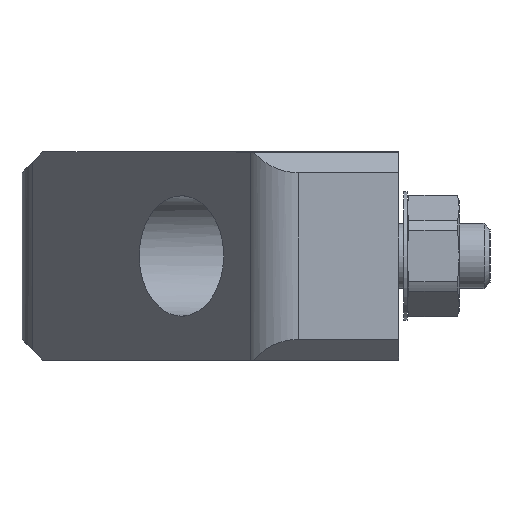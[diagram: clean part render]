
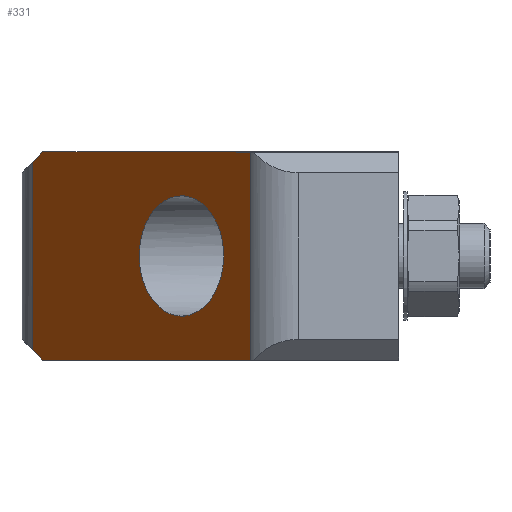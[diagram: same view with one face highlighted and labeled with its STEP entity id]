
A CAD part, left-side view. The second image highlights one B-rep face of the part: STEP entity #331.
In plain terms, the highlighted planar face has unit normal (-0.574, 0.819, 0).
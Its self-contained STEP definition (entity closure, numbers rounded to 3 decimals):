
#331 = ADVANCED_FACE( '', ( #733, #734 ), #735, .T. );
#733 = FACE_BOUND( '', #1205, .T. );
#734 = FACE_OUTER_BOUND( '', #1206, .T. );
#735 = PLANE( '', #1207 );
#1205 = EDGE_LOOP( '', ( #2156 ) );
#1206 = EDGE_LOOP( '', ( #2157, #2158, #2159, #2160, #2161, #2162, #2163, #2164, #2165, #2166, #2167, #2168, #2169, #2170 ) );
#1207 = AXIS2_PLACEMENT_3D( '', #2171, #2172, #2173 );
#2156 = ORIENTED_EDGE( '', *, *, #3090, .T. );
#2157 = ORIENTED_EDGE( '', *, *, #3012, .F. );
#2158 = ORIENTED_EDGE( '', *, *, #2979, .T. );
#2159 = ORIENTED_EDGE( '', *, *, #3091, .T. );
#2160 = ORIENTED_EDGE( '', *, *, #3067, .T. );
#2161 = ORIENTED_EDGE( '', *, *, #2887, .T. );
#2162 = ORIENTED_EDGE( '', *, *, #2976, .T. );
#2163 = ORIENTED_EDGE( '', *, *, #2850, .T. );
#2164 = ORIENTED_EDGE( '', *, *, #3092, .T. );
#2165 = ORIENTED_EDGE( '', *, *, #2788, .F. );
#2166 = ORIENTED_EDGE( '', *, *, #2950, .T. );
#2167 = ORIENTED_EDGE( '', *, *, #2796, .T. );
#2168 = ORIENTED_EDGE( '', *, *, #3093, .F. );
#2169 = ORIENTED_EDGE( '', *, *, #3094, .T. );
#2170 = ORIENTED_EDGE( '', *, *, #3095, .F. );
#2171 = CARTESIAN_POINT( '', ( 3.836, 22.837, 180. ) );
#2172 = DIRECTION( '', ( -0.574, 0.819, 0. ) );
#2173 = DIRECTION( '', ( -0.819, -0.574, 0. ) );
#2788 = EDGE_CURVE( '', #3349, #3350, #3351, .T. );
#2796 = EDGE_CURVE( '', #3365, #3363, #3366, .T. );
#2850 = EDGE_CURVE( '', #3458, #3456, #3459, .T. );
#2887 = EDGE_CURVE( '', #3514, #3518, #3520, .T. );
#2950 = EDGE_CURVE( '', #3349, #3365, #3620, .T. );
#2976 = EDGE_CURVE( '', #3518, #3458, #3659, .T. );
#2979 = EDGE_CURVE( '', #3664, #3662, #3665, .T. );
#3012 = EDGE_CURVE( '', #3664, #3712, #3713, .T. );
#3067 = EDGE_CURVE( '', #3788, #3514, #3791, .T. );
#3090 = EDGE_CURVE( '', #3818, #3818, #3819, .F. );
#3091 = EDGE_CURVE( '', #3662, #3788, #3820, .T. );
#3092 = EDGE_CURVE( '', #3456, #3350, #3821, .T. );
#3093 = EDGE_CURVE( '', #3822, #3363, #3823, .T. );
#3094 = EDGE_CURVE( '', #3822, #3824, #3825, .T. );
#3095 = EDGE_CURVE( '', #3712, #3824, #3826, .T. );
#3349 = VERTEX_POINT( '', #4169 );
#3350 = VERTEX_POINT( '', #4170 );
#3351 = LINE( '', #4171, #4172 );
#3363 = VERTEX_POINT( '', #4188 );
#3365 = VERTEX_POINT( '', #4190 );
#3366 = LINE( '', #4191, #4192 );
#3456 = VERTEX_POINT( '', #4338 );
#3458 = VERTEX_POINT( '', #4341 );
#3459 = LINE( '', #4342, #4343 );
#3514 = VERTEX_POINT( '', #4461 );
#3518 = VERTEX_POINT( '', #4466 );
#3520 = LINE( '', #4468, #4469 );
#3620 = LINE( '', #4648, #4649 );
#3659 = LINE( '', #4751, #4752 );
#3662 = VERTEX_POINT( '', #4755 );
#3664 = VERTEX_POINT( '', #4758 );
#3665 = LINE( '', #4759, #4760 );
#3712 = VERTEX_POINT( '', #4828 );
#3713 = LINE( '', #4829, #4830 );
#3788 = VERTEX_POINT( '', #4953 );
#3791 = LINE( '', #4958, #4959 );
#3818 = VERTEX_POINT( '', #4998 );
#3819 = ELLIPSE( '', #4999, 11.306, 9.26 );
#3820 = LINE( '', #5000, #5001 );
#3821 = LINE( '', #5002, #5003 );
#3822 = VERTEX_POINT( '', #5004 );
#3823 = LINE( '', #5005, #5006 );
#3824 = VERTEX_POINT( '', #5007 );
#3825 = LINE( '', #5008, #5009 );
#3826 = LINE( '', #5010, #5011 );
#4169 = CARTESIAN_POINT( '', ( 6.923, 25., -16.001 ) );
#4170 = CARTESIAN_POINT( '', ( 32.617, 43., -16.001 ) );
#4171 = CARTESIAN_POINT( '', ( 62.375, 63.847, -16.001 ) );
#4172 = VECTOR( '', #5323, 1000. );
#4188 = CARTESIAN_POINT( '', ( 3.836, 22.837, -16.011 ) );
#4190 = CARTESIAN_POINT( '', ( 6.923, 25., -16.011 ) );
#4191 = CARTESIAN_POINT( '', ( -7.33, 15.015, -16.011 ) );
#4192 = VECTOR( '', #5334, 1000. );
#4338 = CARTESIAN_POINT( '', ( 32.617, 43., -15.999 ) );
#4341 = CARTESIAN_POINT( '', ( 49.459, 54.799, -15.999 ) );
#4342 = CARTESIAN_POINT( '', ( 3.836, 22.837, -15.999 ) );
#4343 = VECTOR( '', #5389, 1000. );
#4461 = CARTESIAN_POINT( '', ( 51.675, 56.351, 14.447 ) );
#4466 = CARTESIAN_POINT( '', ( 51.675, 56.351, -14.447 ) );
#4468 = CARTESIAN_POINT( '', ( 51.675, 56.351, 180. ) );
#4469 = VECTOR( '', #5426, 1000. );
#4648 = CARTESIAN_POINT( '', ( 6.923, 25., 0. ) );
#4649 = VECTOR( '', #5487, 1000. );
#4751 = CARTESIAN_POINT( '', ( 84.429, 79.297, 8.499 ) );
#4752 = VECTOR( '', #5519, 1000. );
#4755 = CARTESIAN_POINT( '', ( 32.617, 43., 15.999 ) );
#4758 = CARTESIAN_POINT( '', ( 32.617, 43., 16.001 ) );
#4759 = CARTESIAN_POINT( '', ( 32.617, 43., 180. ) );
#4760 = VECTOR( '', #5521, 1000. );
#4828 = CARTESIAN_POINT( '', ( 6.923, 25., 16.001 ) );
#4829 = CARTESIAN_POINT( '', ( 48.464, 54.102, 16.001 ) );
#4830 = VECTOR( '', #5568, 1000. );
#4953 = CARTESIAN_POINT( '', ( 49.459, 54.799, 15.999 ) );
#4958 = CARTESIAN_POINT( '', ( -42.845, -9.865, 80.663 ) );
#4959 = VECTOR( '', #5614, 1000. );
#4998 = CARTESIAN_POINT( '', ( 9.74, 26.973, 0. ) );
#4999 = AXIS2_PLACEMENT_3D( '', #5633, #5634, #5635 );
#5000 = CARTESIAN_POINT( '', ( 3.836, 22.837, 15.999 ) );
#5001 = VECTOR( '', #5636, 1000. );
#5002 = CARTESIAN_POINT( '', ( 32.617, 43., 180. ) );
#5003 = VECTOR( '', #5637, 1000. );
#5004 = CARTESIAN_POINT( '', ( 3.836, 22.837, 15.99 ) );
#5005 = CARTESIAN_POINT( '', ( 3.836, 22.837, 180. ) );
#5006 = VECTOR( '', #5638, 1000. );
#5007 = CARTESIAN_POINT( '', ( 6.923, 25., 15.99 ) );
#5008 = CARTESIAN_POINT( '', ( 12.526, 28.925, 15.99 ) );
#5009 = VECTOR( '', #5639, 1000. );
#5010 = CARTESIAN_POINT( '', ( 6.923, 25., 0. ) );
#5011 = VECTOR( '', #5640, 1000. );
#5323 = DIRECTION( '', ( 0.819, 0.574, 0. ) );
#5334 = DIRECTION( '', ( -0.819, -0.574, 0. ) );
#5389 = DIRECTION( '', ( -0.819, -0.574, 0. ) );
#5426 = DIRECTION( '', ( 0., 0., -1. ) );
#5487 = DIRECTION( '', ( 0., 0., -1. ) );
#5519 = DIRECTION( '', ( -0.71, -0.498, -0.498 ) );
#5521 = DIRECTION( '', ( 0., 0., -1. ) );
#5568 = DIRECTION( '', ( -0.819, -0.574, 0. ) );
#5614 = DIRECTION( '', ( 0.71, 0.498, -0.498 ) );
#5633 = CARTESIAN_POINT( '', ( 19., 33.461, 0. ) );
#5634 = DIRECTION( '', ( -0.574, 0.819, 0. ) );
#5635 = DIRECTION( '', ( -0.819, -0.574, 0. ) );
#5636 = DIRECTION( '', ( 0.819, 0.574, 0. ) );
#5637 = DIRECTION( '', ( 0., 0., -1. ) );
#5638 = DIRECTION( '', ( 0., 0., -1. ) );
#5639 = DIRECTION( '', ( 0.819, 0.574, 0. ) );
#5640 = DIRECTION( '', ( 0., 0., -1. ) );
